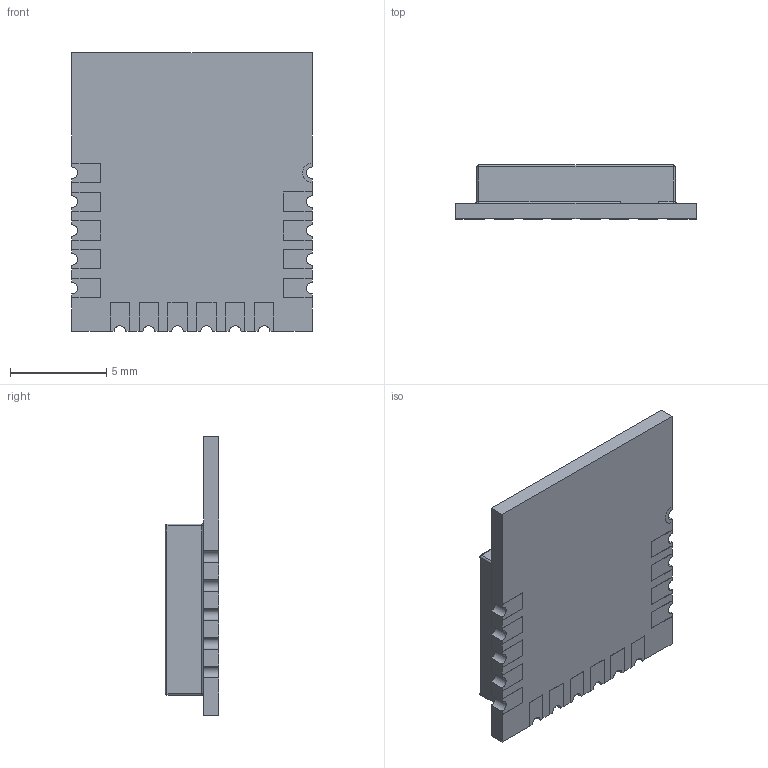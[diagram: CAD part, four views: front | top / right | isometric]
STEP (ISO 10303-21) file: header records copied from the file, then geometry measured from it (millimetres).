
FILE_DESCRIPTION (( 'STEP AP214' ), '1' );
FILE_NAME ('DA14535MOD-00F01002.STEP', '2025-08-04T06:52:53', ( '' ), ( '' ), 'SwSTEP 2.0', 'SolidWorks 2024', '' );
FILE_SCHEMA (( 'AUTOMOTIVE_DESIGN' ));
Length unit declared in the file: millimetre
Products named in the file (1): DA14535MOD-00F01002
Bounding box: 12.5 x 2.8 x 14.5 mm (x, y, z)
Volume: 324.1 mm3; surface area: 479.7 mm2
Topology: 1 solids, 1 shells, 208 faces, 596 edges, 388 vertices
Faces by surface type: plane 162, cylinder 38, torus 4, sphere 4
Entity records: 7447 total; most frequent: CARTESIAN_POINT 1189, ORIENTED_EDGE 1184, DIRECTION 1090, EDGE_CURVE 592, VECTOR 512, LINE 512, VERTEX_POINT 388, AXIS2_PLACEMENT_3D 289
